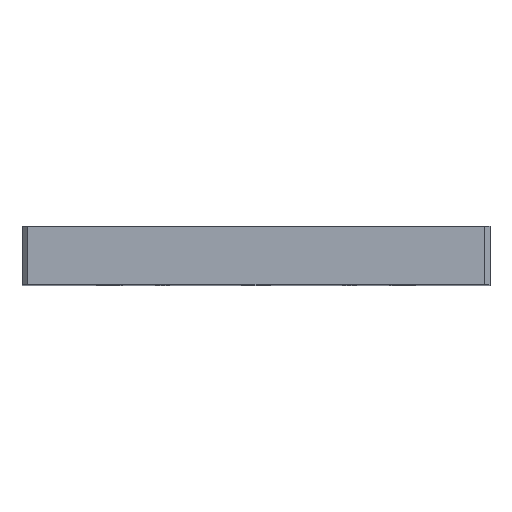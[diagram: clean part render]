
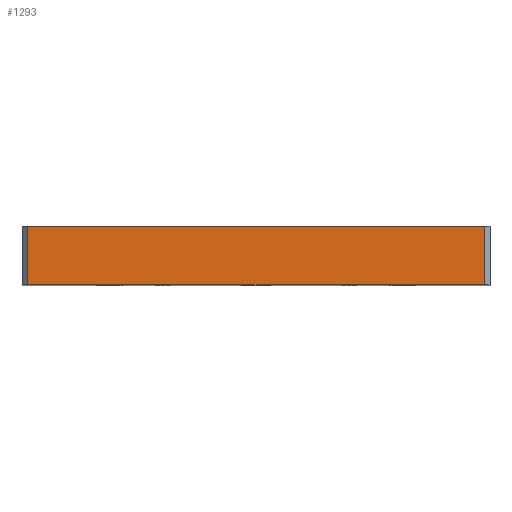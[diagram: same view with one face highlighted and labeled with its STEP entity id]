
A CAD part, top view. The second image highlights one B-rep face of the part: STEP entity #1293.
In plain terms, the highlighted planar face has unit normal (0, 0, 1).
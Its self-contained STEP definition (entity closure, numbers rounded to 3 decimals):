
#152 = EDGE_CURVE ( 'NONE', #6062, #1341, #4738, .T. ) ;
#230 = EDGE_CURVE ( 'NONE', #6062, #4704, #4889, .T. ) ;
#306 = AXIS2_PLACEMENT_3D ( 'NONE', #6017, #2719, #853 ) ;
#360 = PLANE ( 'NONE',  #306 ) ;
#391 = CARTESIAN_POINT ( 'NONE',  ( -56.007, 2.03, 187.5 ) ) ;
#853 = DIRECTION ( 'NONE',  ( -1., 0., 0. ) ) ;
#948 = LINE ( 'NONE', #2560, #3215 ) ;
#1021 = LINE ( 'NONE', #5951, #5338 ) ;
#1293 = ADVANCED_FACE ( 'NONE', ( #4873 ), #360, .F. ) ;
#1341 = VERTEX_POINT ( 'NONE', #391 ) ;
#1507 = CARTESIAN_POINT ( 'NONE',  ( 21.993, -7.97, 187.5 ) ) ;
#2077 = EDGE_LOOP ( 'NONE', ( #5512, #4054, #3091, #3320 ) ) ;
#2243 = CARTESIAN_POINT ( 'NONE',  ( 21.993, 2.03, 187.5 ) ) ;
#2463 = VECTOR ( 'NONE', #2850, 1000. ) ;
#2560 = CARTESIAN_POINT ( 'NONE',  ( -56.007, -2.97, 187.5 ) ) ;
#2660 = CARTESIAN_POINT ( 'NONE',  ( -17.007, 2.03, 187.5 ) ) ;
#2704 = CARTESIAN_POINT ( 'NONE',  ( -56.007, -7.97, 187.5 ) ) ;
#2707 = DIRECTION ( 'NONE',  ( -1., 0., 0. ) ) ;
#2719 = DIRECTION ( 'NONE',  ( 0., 0., -1. ) ) ;
#2850 = DIRECTION ( 'NONE',  ( 0., -1., 0. ) ) ;
#2973 = VECTOR ( 'NONE', #2707, 1000. ) ;
#3034 = DIRECTION ( 'NONE',  ( 0., 1., 0. ) ) ;
#3091 = ORIENTED_EDGE ( 'NONE', *, *, #3237, .F. ) ;
#3215 = VECTOR ( 'NONE', #3034, 1000. ) ;
#3237 = EDGE_CURVE ( 'NONE', #3480, #1341, #948, .T. ) ;
#3247 = CARTESIAN_POINT ( 'NONE',  ( 21.993, -2.97, 187.5 ) ) ;
#3320 = ORIENTED_EDGE ( 'NONE', *, *, #3388, .F. ) ;
#3388 = EDGE_CURVE ( 'NONE', #4704, #3480, #1021, .T. ) ;
#3480 = VERTEX_POINT ( 'NONE', #2704 ) ;
#4054 = ORIENTED_EDGE ( 'NONE', *, *, #152, .T. ) ;
#4704 = VERTEX_POINT ( 'NONE', #1507 ) ;
#4738 = LINE ( 'NONE', #2660, #2973 ) ;
#4873 = FACE_OUTER_BOUND ( 'NONE', #2077, .T. ) ;
#4889 = LINE ( 'NONE', #3247, #2463 ) ;
#5338 = VECTOR ( 'NONE', #6047, 1000. ) ;
#5512 = ORIENTED_EDGE ( 'NONE', *, *, #230, .F. ) ;
#5951 = CARTESIAN_POINT ( 'NONE',  ( -17.007, -7.97, 187.5 ) ) ;
#6017 = CARTESIAN_POINT ( 'NONE',  ( 21.993, -7.97, 187.5 ) ) ;
#6047 = DIRECTION ( 'NONE',  ( -1., 0., 0. ) ) ;
#6062 = VERTEX_POINT ( 'NONE', #2243 ) ;
